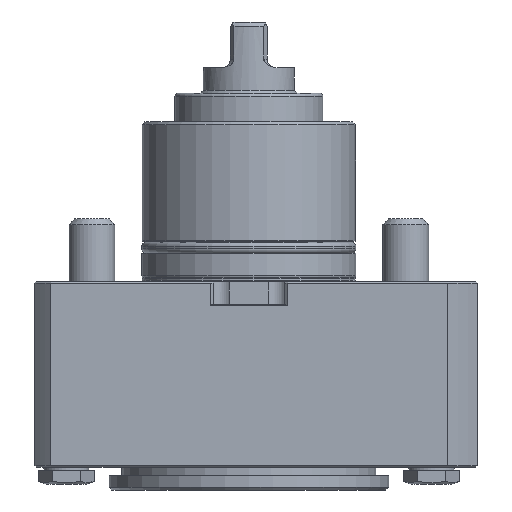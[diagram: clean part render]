
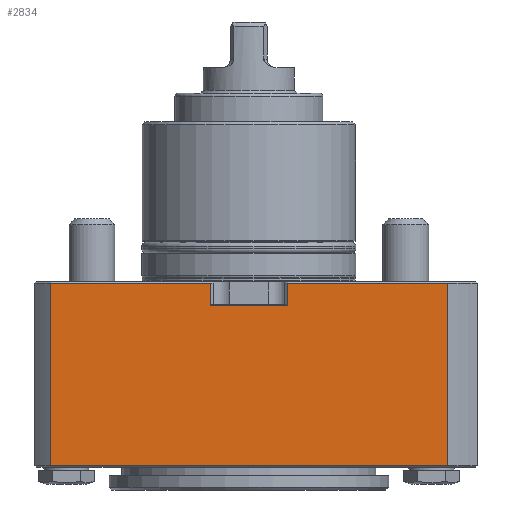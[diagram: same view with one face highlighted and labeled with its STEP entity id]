
A CAD part, front view. The second image highlights one B-rep face of the part: STEP entity #2834.
In plain terms, the highlighted planar face has unit normal (0, -1, 0).
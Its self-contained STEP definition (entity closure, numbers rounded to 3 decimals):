
#91=LINE('',#4417,#284);
#102=LINE('',#4444,#295);
#104=LINE('',#4453,#297);
#137=LINE('',#4550,#330);
#138=LINE('',#4552,#331);
#139=LINE('',#4555,#332);
#140=LINE('',#4556,#333);
#141=LINE('',#4557,#334);
#284=VECTOR('',#3397,1000.);
#295=VECTOR('',#3418,1000.);
#297=VECTOR('',#3426,1000.);
#330=VECTOR('',#3513,1000.);
#331=VECTOR('',#3516,1000.);
#332=VECTOR('',#3517,1000.);
#333=VECTOR('',#3518,1000.);
#334=VECTOR('',#3519,1000.);
#721=ORIENTED_EDGE('',*,*,#1470,.F.);
#722=ORIENTED_EDGE('',*,*,#1471,.T.);
#723=ORIENTED_EDGE('',*,*,#1422,.F.);
#724=ORIENTED_EDGE('',*,*,#1472,.T.);
#725=ORIENTED_EDGE('',*,*,#1426,.T.);
#726=ORIENTED_EDGE('',*,*,#1409,.T.);
#727=ORIENTED_EDGE('',*,*,#1469,.T.);
#728=ORIENTED_EDGE('',*,*,#1473,.T.);
#1409=EDGE_CURVE('',#1805,#1804,#91,.T.);
#1422=EDGE_CURVE('',#1816,#1817,#102,.T.);
#1426=EDGE_CURVE('',#1820,#1805,#104,.T.);
#1469=EDGE_CURVE('',#1804,#1848,#137,.T.);
#1470=EDGE_CURVE('',#1849,#1850,#138,.F.);
#1471=EDGE_CURVE('',#1849,#1817,#139,.T.);
#1472=EDGE_CURVE('',#1816,#1820,#140,.T.);
#1473=EDGE_CURVE('',#1848,#1850,#141,.T.);
#1804=VERTEX_POINT('',#4416);
#1805=VERTEX_POINT('',#4418);
#1816=VERTEX_POINT('',#4445);
#1817=VERTEX_POINT('',#4446);
#1820=VERTEX_POINT('',#4454);
#1848=VERTEX_POINT('',#4549);
#1849=VERTEX_POINT('',#4553);
#1850=VERTEX_POINT('',#4554);
#2213=EDGE_LOOP('',(#721,#722,#723,#724,#725,#726,#727,#728));
#2475=FACE_BOUND('',#2213,.T.);
#2716=PLANE('',#3063);
#2834=ADVANCED_FACE('',(#2475),#2716,.T.);
#3063=AXIS2_PLACEMENT_3D('',#4551,#3514,#3515);
#3397=DIRECTION('',(-1.,0.,0.));
#3418=DIRECTION('',(0.,0.,-1.));
#3426=DIRECTION('',(0.,0.,-1.));
#3513=DIRECTION('',(0.,0.,1.));
#3514=DIRECTION('',(0.,-1.,0.));
#3515=DIRECTION('',(1.,0.,0.));
#3516=DIRECTION('',(0.,0.,-1.));
#3517=DIRECTION('',(1.,0.,0.));
#3518=DIRECTION('',(-1.,0.,0.));
#3519=DIRECTION('',(-1.,0.,0.));
#4416=CARTESIAN_POINT('',(-13.5,-69.,-8.5));
#4417=CARTESIAN_POINT('',(-13.5,-69.,-8.5));
#4418=CARTESIAN_POINT('',(13.5,-69.,-8.5));
#4444=CARTESIAN_POINT('',(69.592,-69.,53.));
#4445=CARTESIAN_POINT('',(69.592,-69.,-0.5));
#4446=CARTESIAN_POINT('',(69.592,-69.,-64.5));
#4453=CARTESIAN_POINT('',(13.5,-69.,15.));
#4454=CARTESIAN_POINT('',(13.5,-69.,-0.5));
#4549=CARTESIAN_POINT('',(-13.5,-69.,-0.5));
#4550=CARTESIAN_POINT('',(-13.5,-69.,15.));
#4551=CARTESIAN_POINT('',(80.,-69.,15.));
#4552=CARTESIAN_POINT('',(-69.592,-69.,53.));
#4553=CARTESIAN_POINT('',(-69.592,-69.,-64.5));
#4554=CARTESIAN_POINT('',(-69.592,-69.,-0.5));
#4555=CARTESIAN_POINT('',(80.,-69.,-64.5));
#4556=CARTESIAN_POINT('',(80.,-69.,-0.5));
#4557=CARTESIAN_POINT('',(80.,-69.,-0.5));
